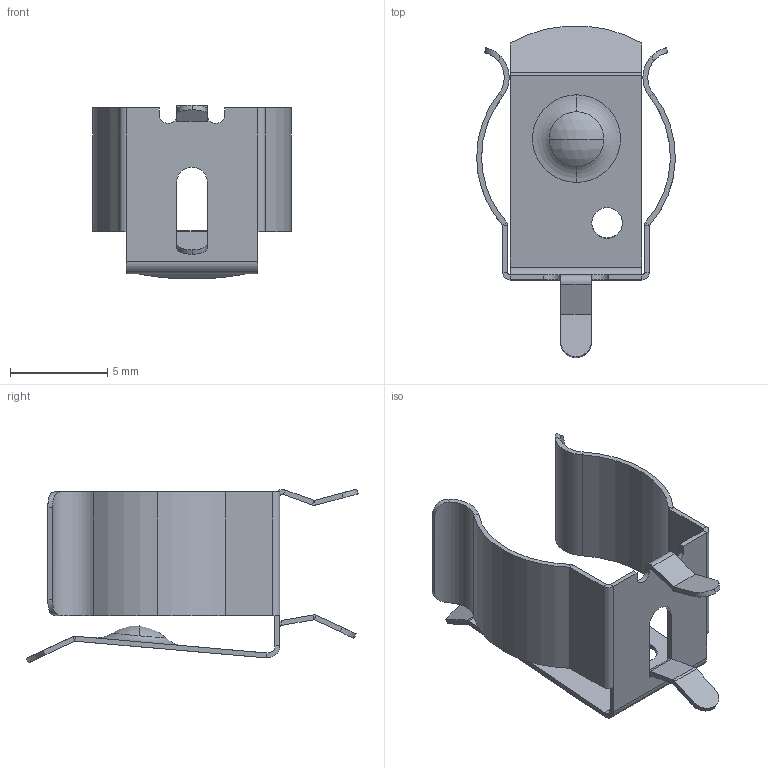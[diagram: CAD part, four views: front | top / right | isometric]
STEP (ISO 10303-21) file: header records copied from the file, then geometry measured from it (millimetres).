
FILE_DESCRIPTION (( 'STEP AP214' ), '1' );
FILE_NAME ('82.STEP', '2009-01-15T19:34:11', ( 'Troy I. David' ), ( 'Keystone electonics' ), 'SwSTEP 2.0', 'SolidWorks 2009', '' );
FILE_SCHEMA (( 'AUTOMOTIVE_DESIGN' ));
Length unit declared in the file: inch
Products named in the file (1): 82
Bounding box: 10.19 x 17.04 x 8.92 mm (x, y, z)
Volume: 79.1 mm3; surface area: 658.3 mm2
Topology: 1 solids, 1 shells, 128 faces, 286 edges, 162 vertices
Faces by surface type: plane 78, cylinder 42, sphere 4, torus 4
Entity records: 3562 total; most frequent: CARTESIAN_POINT 649, DIRECTION 632, ORIENTED_EDGE 572, EDGE_CURVE 286, AXIS2_PLACEMENT_3D 225, VECTOR 182, LINE 182, VERTEX_POINT 162
